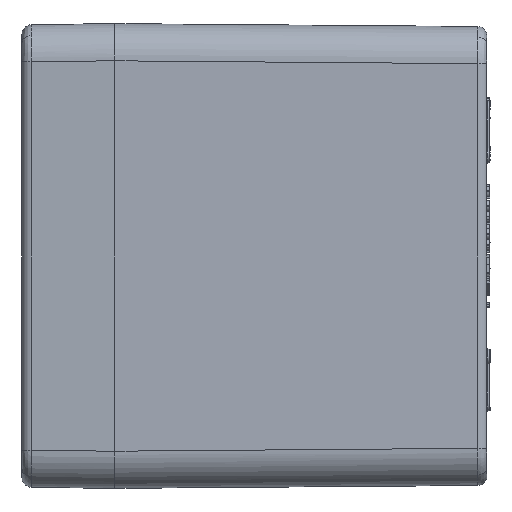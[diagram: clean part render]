
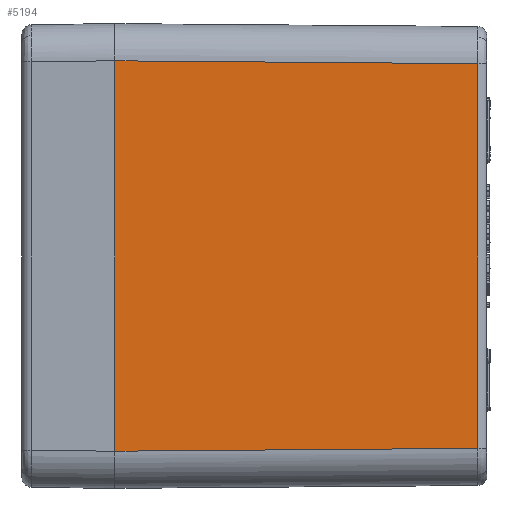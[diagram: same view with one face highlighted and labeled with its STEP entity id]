
A CAD part, left-side view. The second image highlights one B-rep face of the part: STEP entity #5194.
In plain terms, the highlighted planar face has unit normal (-1, -0.008, 0).
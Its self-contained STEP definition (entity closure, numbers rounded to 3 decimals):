
#182 = CARTESIAN_POINT ( 'NONE',  ( -94.987, 0.3, 31.487 ) ) ;
#798 = CARTESIAN_POINT ( 'NONE',  ( -95., 2., -37.5 ) ) ;
#1350 = VECTOR ( 'NONE', #32150, 1000. ) ;
#1623 = LINE ( 'NONE', #20550, #31689 ) ;
#2495 = EDGE_CURVE ( 'NONE', #35311, #9628, #36953, .T. ) ;
#3066 = EDGE_LOOP ( 'NONE', ( #48942, #32519, #5237, #39742 ) ) ;
#3544 = CARTESIAN_POINT ( 'NONE',  ( -94.996, 1.458, 31.496 ) ) ;
#3572 = CARTESIAN_POINT ( 'NONE',  ( -94.987, 0.3, -37.5 ) ) ;
#5194 = ADVANCED_FACE ( 'NONE', ( #38024 ), #41700, .T. ) ;
#5237 = ORIENTED_EDGE ( 'NONE', *, *, #17884, .T. ) ;
#7707 = DIRECTION ( 'NONE',  ( 0., 0., -1. ) ) ;
#8420 = DIRECTION ( 'NONE',  ( 0., 0., 1. ) ) ;
#9628 = VERTEX_POINT ( 'NONE', #21893 ) ;
#17760 = CARTESIAN_POINT ( 'NONE',  ( -94.527, -58.212, 31.027 ) ) ;
#17884 = EDGE_CURVE ( 'NONE', #25768, #35311, #40981, .T. ) ;
#20256 = VERTEX_POINT ( 'NONE', #52852 ) ;
#20262 = VECTOR ( 'NONE', #49286, 1000. ) ;
#20550 = CARTESIAN_POINT ( 'NONE',  ( -94.527, -58.212, 31.016 ) ) ;
#21332 = DIRECTION ( 'NONE',  ( -1., -0.008, 0. ) ) ;
#21480 = EDGE_CURVE ( 'NONE', #9628, #20256, #40716, .T. ) ;
#21893 = CARTESIAN_POINT ( 'NONE',  ( -94.987, 0.3, -31.487 ) ) ;
#25768 = VERTEX_POINT ( 'NONE', #17760 ) ;
#27360 = VECTOR ( 'NONE', #7707, 1000. ) ;
#28707 = CARTESIAN_POINT ( 'NONE',  ( -95., 2.047, -31.501 ) ) ;
#31689 = VECTOR ( 'NONE', #8420, 1000. ) ;
#32150 = DIRECTION ( 'NONE',  ( -0.008, 1., 0.008 ) ) ;
#32519 = ORIENTED_EDGE ( 'NONE', *, *, #48978, .T. ) ;
#35311 = VERTEX_POINT ( 'NONE', #182 ) ;
#36953 = LINE ( 'NONE', #3572, #27360 ) ;
#38024 = FACE_OUTER_BOUND ( 'NONE', #3066, .T. ) ;
#39239 = AXIS2_PLACEMENT_3D ( 'NONE', #798, #21332, #49935 ) ;
#39742 = ORIENTED_EDGE ( 'NONE', *, *, #2495, .T. ) ;
#40716 = LINE ( 'NONE', #28707, #20262 ) ;
#40981 = LINE ( 'NONE', #3544, #1350 ) ;
#41700 = PLANE ( 'NONE',  #39239 ) ;
#48942 = ORIENTED_EDGE ( 'NONE', *, *, #21480, .T. ) ;
#48978 = EDGE_CURVE ( 'NONE', #20256, #25768, #1623, .T. ) ;
#49286 = DIRECTION ( 'NONE',  ( 0.008, -1., 0.008 ) ) ;
#49935 = DIRECTION ( 'NONE',  ( 0.008, -1., 0. ) ) ;
#52852 = CARTESIAN_POINT ( 'NONE',  ( -94.527, -58.212, -31.027 ) ) ;
